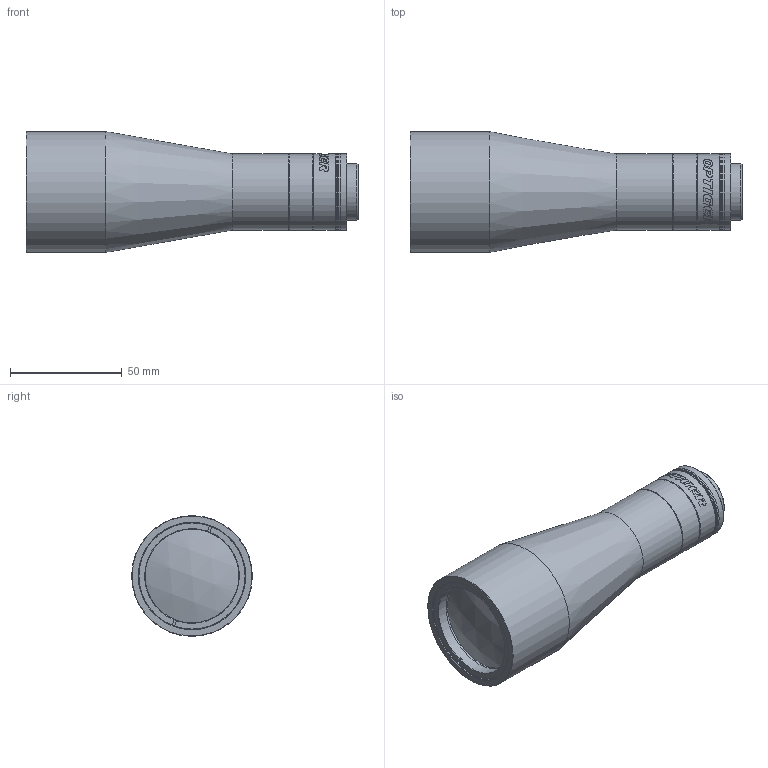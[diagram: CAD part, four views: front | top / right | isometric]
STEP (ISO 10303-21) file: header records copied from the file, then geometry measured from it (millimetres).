
FILE_DESCRIPTION (( 'STEP AP214' ), '1' );
FILE_NAME ('TTL9.5-35-60C.STEP', '2023-11-03T03:10:26', ( '' ), ( '' ), 'SwSTEP 2.0', 'SolidWorks 2019', '' );
FILE_SCHEMA (( 'AUTOMOTIVE_DESIGN' ));
Length unit declared in the file: millimetre
Products named in the file (2): IMA9.5; TTL9.5-35-60C
Assembly tree (1 placements, depth 2):
  TTL9.5-35-60C
    IMA9.5
Bounding box: 148.5 x 54 x 54 mm (x, y, z)
Volume: 210465.5 mm3; surface area: 32731.1 mm2
Topology: 8 solids, 8 shells, 96 faces, 384 edges, 319 vertices
Faces by surface type: plane 37, cylinder 35, cone 22, sphere 2
Full cylindrical faces by diameter (mm): 14 x2, 15.451 x1, 19.5 x1, 24.4 x1, 24.6 x2, 25.4 x6, 34 x9, 42 x1, 42.027 x1, 47.5 x1, 54 x1
Entity records: 5668 total; most frequent: CARTESIAN_POINT 1831, ORIENTED_EDGE 664, DIRECTION 457, EDGE_CURVE 332, VERTEX_POINT 312, AXIS2_PLACEMENT_3D 212, B_SPLINE_CURVE_WITH_KNOTS 187, EDGE_LOOP 170
